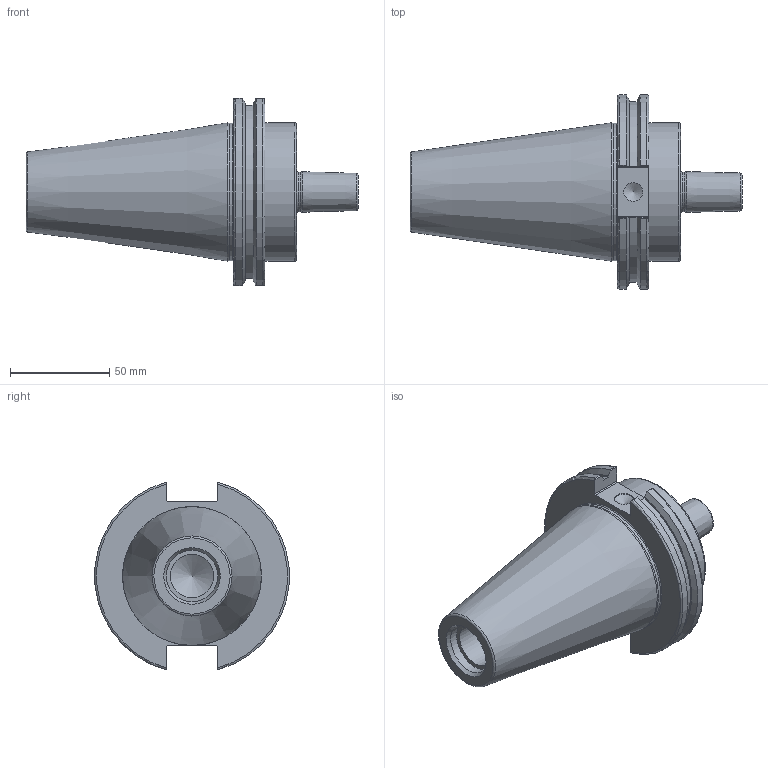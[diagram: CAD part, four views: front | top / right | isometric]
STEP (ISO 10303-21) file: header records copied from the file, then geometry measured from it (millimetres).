
FILE_DESCRIPTION(/* description */ (''),/* implementation_level */ '2;1');
FILE_NAME(/* name */ 'CAT50-JTA3-1.50(20231109).stp',/* time_stamp */ '2023-11-09T16:11:46+09:00',/* author */ ('SSKT'),/* organization */ (''),/* preprocessor_version */ 'ST-DEVELOPER v19.2',/* originating_system */ 'Autodesk Inventor 2024',/* authorisation */ '');
FILE_SCHEMA (('AUTOMOTIVE_DESIGN { 1 0 10303 214 3 1 1 }'));
Length unit declared in the file: millimetre
Products named in the file (1): CAT50
Bounding box: 167.64 x 98.06 x 94.69 mm (x, y, z)
Volume: 407853.3 mm3; surface area: 46354.3 mm2
Topology: 1 solids, 1 shells, 60 faces, 155 edges, 101 vertices
Faces by surface type: plane 28, cylinder 12, cone 11, torus 9
Full cylindrical faces by diameter (mm): 9.525 x1, 19.998 x1, 21.971 x1, 26.2 x1, 69.25 x1, 69.85 x1
Entity records: 1916 total; most frequent: CARTESIAN_POINT 443, ORIENTED_EDGE 306, DIRECTION 295, EDGE_CURVE 153, AXIS2_PLACEMENT_3D 113, VERTEX_POINT 101, LINE 69, VECTOR 69
